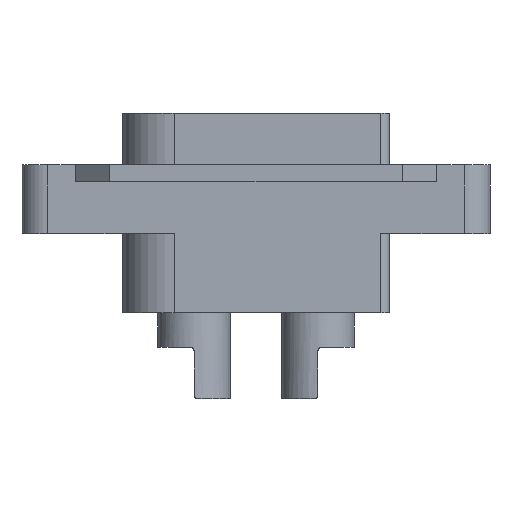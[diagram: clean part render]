
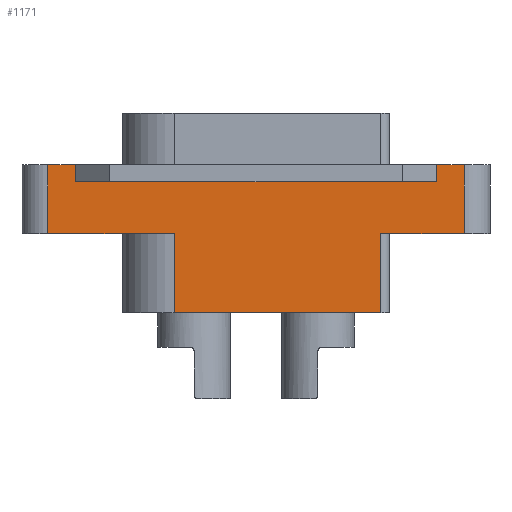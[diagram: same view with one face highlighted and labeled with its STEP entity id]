
A CAD part, front view. The second image highlights one B-rep face of the part: STEP entity #1171.
In plain terms, the highlighted planar face has unit normal (0, -1, 0).
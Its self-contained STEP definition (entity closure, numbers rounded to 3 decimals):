
#103 = CARTESIAN_POINT ( 'NONE',  ( -12.09, -4., 0. ) ) ;
#196 = VERTEX_POINT ( 'NONE', #215 ) ;
#215 = CARTESIAN_POINT ( 'NONE',  ( 10.5, -4., -1. ) ) ;
#217 = LINE ( 'NONE', #4791, #2520 ) ;
#241 = VECTOR ( 'NONE', #2027, 1000. ) ;
#369 = DIRECTION ( 'NONE',  ( 0., 0., 1. ) ) ;
#428 = CARTESIAN_POINT ( 'NONE',  ( 7.25, -4., -4. ) ) ;
#480 = CARTESIAN_POINT ( 'NONE',  ( -12.09, -4., -4. ) ) ;
#574 = ORIENTED_EDGE ( 'NONE', *, *, #4825, .T. ) ;
#724 = VERTEX_POINT ( 'NONE', #1087 ) ;
#772 = ORIENTED_EDGE ( 'NONE', *, *, #2042, .T. ) ;
#876 = DIRECTION ( 'NONE',  ( 0., 0., -1. ) ) ;
#877 = VERTEX_POINT ( 'NONE', #6341 ) ;
#882 = DIRECTION ( 'NONE',  ( 0., 1., 0. ) ) ;
#931 = VERTEX_POINT ( 'NONE', #5557 ) ;
#993 = EDGE_CURVE ( 'NONE', #724, #877, #4705, .T. ) ;
#1010 = DIRECTION ( 'NONE',  ( -1., 0., 0. ) ) ;
#1087 = CARTESIAN_POINT ( 'NONE',  ( -10.5, -4., -1. ) ) ;
#1098 = VERTEX_POINT ( 'NONE', #480 ) ;
#1114 = CARTESIAN_POINT ( 'NONE',  ( 10.5, -4., -1. ) ) ;
#1171 = ADVANCED_FACE ( 'NONE', ( #5210 ), #1352, .F. ) ;
#1223 = CARTESIAN_POINT ( 'NONE',  ( 7.75, -4., -8.6 ) ) ;
#1272 = EDGE_CURVE ( 'NONE', #1328, #4040, #5440, .T. ) ;
#1273 = CARTESIAN_POINT ( 'NONE',  ( 13.59, -4., 0. ) ) ;
#1295 = CARTESIAN_POINT ( 'NONE',  ( -10.5, -4., -1. ) ) ;
#1313 = LINE ( 'NONE', #3291, #4281 ) ;
#1317 = VECTOR ( 'NONE', #3213, 1000. ) ;
#1328 = VERTEX_POINT ( 'NONE', #2261 ) ;
#1352 = PLANE ( 'NONE',  #4972 ) ;
#1386 = VECTOR ( 'NONE', #4887, 1000. ) ;
#1601 = CARTESIAN_POINT ( 'NONE',  ( -4.75, -4., -4. ) ) ;
#1637 = EDGE_LOOP ( 'NONE', ( #6390, #5698, #1976, #2236, #5338, #4238, #5789, #574, #2251, #2752, #772, #5767 ) ) ;
#1680 = VERTEX_POINT ( 'NONE', #4200 ) ;
#1791 = EDGE_CURVE ( 'NONE', #5573, #4040, #5720, .T. ) ;
#1976 = ORIENTED_EDGE ( 'NONE', *, *, #3808, .T. ) ;
#1986 = VERTEX_POINT ( 'NONE', #1601 ) ;
#2027 = DIRECTION ( 'NONE',  ( 1., 0., 0. ) ) ;
#2042 = EDGE_CURVE ( 'NONE', #4806, #1328, #5781, .T. ) ;
#2099 = VECTOR ( 'NONE', #4777, 1000. ) ;
#2236 = ORIENTED_EDGE ( 'NONE', *, *, #993, .T. ) ;
#2251 = ORIENTED_EDGE ( 'NONE', *, *, #5432, .T. ) ;
#2261 = CARTESIAN_POINT ( 'NONE',  ( 12.09, -4., -4. ) ) ;
#2315 = CARTESIAN_POINT ( 'NONE',  ( 13.59, -4., -4. ) ) ;
#2503 = CARTESIAN_POINT ( 'NONE',  ( 13.59, -4., -4. ) ) ;
#2520 = VECTOR ( 'NONE', #4759, 1000. ) ;
#2533 = CARTESIAN_POINT ( 'NONE',  ( 10.5, -4., 0. ) ) ;
#2752 = ORIENTED_EDGE ( 'NONE', *, *, #4639, .T. ) ;
#2763 = DIRECTION ( 'NONE',  ( 1., 0., 0. ) ) ;
#3113 = DIRECTION ( 'NONE',  ( 0., 0., 1. ) ) ;
#3213 = DIRECTION ( 'NONE',  ( 1., 0., 0. ) ) ;
#3291 = CARTESIAN_POINT ( 'NONE',  ( -4.75, -4., 3. ) ) ;
#3397 = CARTESIAN_POINT ( 'NONE',  ( 7.25, -4., 3. ) ) ;
#3495 = LINE ( 'NONE', #4886, #4393 ) ;
#3522 = EDGE_CURVE ( 'NONE', #196, #5573, #5580, .T. ) ;
#3718 = CARTESIAN_POINT ( 'NONE',  ( 7.75, -4., 3. ) ) ;
#3766 = VECTOR ( 'NONE', #3113, 1000. ) ;
#3808 = EDGE_CURVE ( 'NONE', #196, #724, #3495, .T. ) ;
#4040 = VERTEX_POINT ( 'NONE', #4942 ) ;
#4136 = VERTEX_POINT ( 'NONE', #103 ) ;
#4145 = VECTOR ( 'NONE', #369, 1000. ) ;
#4160 = VECTOR ( 'NONE', #2763, 1000. ) ;
#4200 = CARTESIAN_POINT ( 'NONE',  ( 7.25, -4., -8.6 ) ) ;
#4238 = ORIENTED_EDGE ( 'NONE', *, *, #6418, .T. ) ;
#4281 = VECTOR ( 'NONE', #876, 1000. ) ;
#4325 = EDGE_CURVE ( 'NONE', #1098, #1986, #5977, .T. ) ;
#4353 = LINE ( 'NONE', #6334, #4809 ) ;
#4393 = VECTOR ( 'NONE', #1010, 1000. ) ;
#4639 = EDGE_CURVE ( 'NONE', #1680, #4806, #5406, .T. ) ;
#4705 = LINE ( 'NONE', #1295, #5800 ) ;
#4759 = DIRECTION ( 'NONE',  ( 1., 0., 0. ) ) ;
#4768 = DIRECTION ( 'NONE',  ( 0., 0., 1. ) ) ;
#4777 = DIRECTION ( 'NONE',  ( 1., 0., 0. ) ) ;
#4791 = CARTESIAN_POINT ( 'NONE',  ( 13.59, -4., 0. ) ) ;
#4806 = VERTEX_POINT ( 'NONE', #428 ) ;
#4809 = VECTOR ( 'NONE', #4810, 1000. ) ;
#4810 = DIRECTION ( 'NONE',  ( 0., 0., -1. ) ) ;
#4825 = EDGE_CURVE ( 'NONE', #1986, #931, #1313, .T. ) ;
#4886 = CARTESIAN_POINT ( 'NONE',  ( 7.75, -4., -1. ) ) ;
#4887 = DIRECTION ( 'NONE',  ( 0., 0., 1. ) ) ;
#4942 = CARTESIAN_POINT ( 'NONE',  ( 12.09, -4., 0. ) ) ;
#4972 = AXIS2_PLACEMENT_3D ( 'NONE', #3718, #882, #5802 ) ;
#5210 = FACE_OUTER_BOUND ( 'NONE', #1637, .T. ) ;
#5338 = ORIENTED_EDGE ( 'NONE', *, *, #5763, .F. ) ;
#5406 = LINE ( 'NONE', #3397, #1386 ) ;
#5432 = EDGE_CURVE ( 'NONE', #931, #1680, #5684, .T. ) ;
#5440 = LINE ( 'NONE', #5827, #4145 ) ;
#5557 = CARTESIAN_POINT ( 'NONE',  ( -4.75, -4., -8.6 ) ) ;
#5573 = VERTEX_POINT ( 'NONE', #2533 ) ;
#5580 = LINE ( 'NONE', #1114, #3766 ) ;
#5684 = LINE ( 'NONE', #1223, #1317 ) ;
#5698 = ORIENTED_EDGE ( 'NONE', *, *, #3522, .F. ) ;
#5720 = LINE ( 'NONE', #1273, #2099 ) ;
#5763 = EDGE_CURVE ( 'NONE', #4136, #877, #217, .T. ) ;
#5767 = ORIENTED_EDGE ( 'NONE', *, *, #1272, .T. ) ;
#5781 = LINE ( 'NONE', #2315, #4160 ) ;
#5789 = ORIENTED_EDGE ( 'NONE', *, *, #4325, .T. ) ;
#5800 = VECTOR ( 'NONE', #4768, 1000. ) ;
#5802 = DIRECTION ( 'NONE',  ( -1., 0., 0. ) ) ;
#5827 = CARTESIAN_POINT ( 'NONE',  ( 12.09, -4., 0. ) ) ;
#5977 = LINE ( 'NONE', #2503, #241 ) ;
#6334 = CARTESIAN_POINT ( 'NONE',  ( -12.09, -4., -4. ) ) ;
#6341 = CARTESIAN_POINT ( 'NONE',  ( -10.5, -4., 0. ) ) ;
#6390 = ORIENTED_EDGE ( 'NONE', *, *, #1791, .F. ) ;
#6418 = EDGE_CURVE ( 'NONE', #4136, #1098, #4353, .T. ) ;
